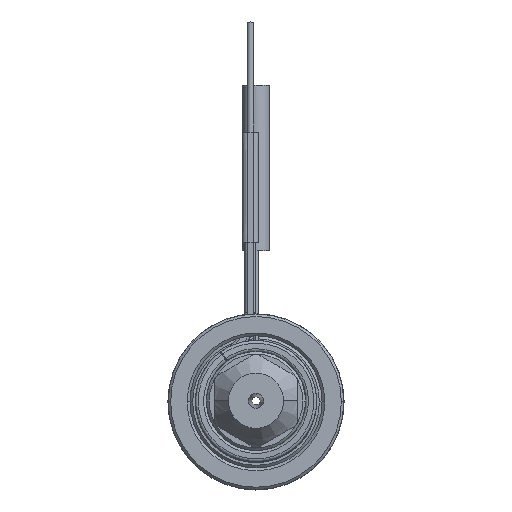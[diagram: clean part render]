
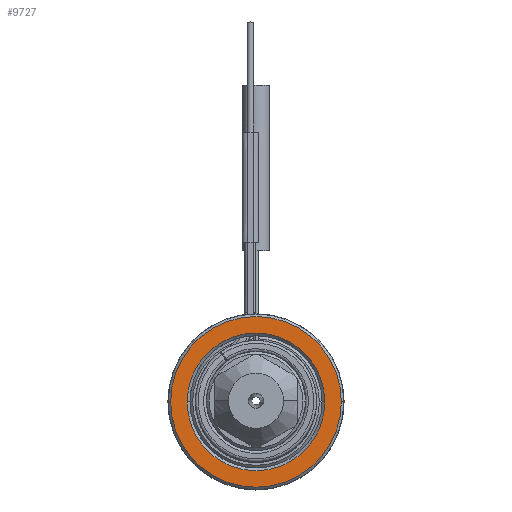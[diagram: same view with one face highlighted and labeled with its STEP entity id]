
A CAD part, top view. The second image highlights one B-rep face of the part: STEP entity #9727.
In plain terms, the highlighted planar face has unit normal (0, 0, 1).
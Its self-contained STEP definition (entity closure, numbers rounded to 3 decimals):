
#2240=CARTESIAN_POINT('',(0.,0.,25.));
#2241=DIRECTION('',(0.,0.,-1.));
#2242=DIRECTION('',(-1.,0.,0.));
#2243=AXIS2_PLACEMENT_3D('',#2240,#2241,#2242);
#2254=CARTESIAN_POINT('',(0.,0.,25.));
#2255=DIRECTION('',(0.,0.,-1.));
#2256=DIRECTION('',(1.,0.,0.));
#2257=AXIS2_PLACEMENT_3D('',#2254,#2255,#2256);
#2268=CARTESIAN_POINT('',(0.,0.,
25.));
#2269=DIRECTION('',(0.,0.,-1.));
#2270=DIRECTION('',(1.,0.,0.));
#2271=AXIS2_PLACEMENT_3D('',#2268,#2269,#2270);
#2282=CARTESIAN_POINT('',(0.,0.,25.));
#2283=DIRECTION('',(0.,0.,-1.));
#2284=DIRECTION('',(-1.,0.,0.));
#2285=AXIS2_PLACEMENT_3D('',#2282,#2283,#2284);
#6979=CARTESIAN_POINT('',(15.5,0.,25.));
#6980=CARTESIAN_POINT('',(-15.5,0.,
25.));
#6981=VERTEX_POINT('',#6979);
#6982=VERTEX_POINT('',#6980);
#6983=CARTESIAN_POINT('',(12.5,0.,25.));
#6984=CARTESIAN_POINT('',(-12.5,0.,25.));
#6985=VERTEX_POINT('',#6983);
#6986=VERTEX_POINT('',#6984);
#9712=CARTESIAN_POINT('',(0.,0.,25.));
#9713=DIRECTION('',(0.,0.,1.));
#9714=DIRECTION('',(-1.,0.,0.));
#9715=AXIS2_PLACEMENT_3D('',#9712,#9713,#9714);
#9716=PLANE('',#9715);
#9717=ORIENTED_EDGE('',*,*,#9694,.T.);
#9718=ORIENTED_EDGE('',*,*,#9679,.T.);
#9719=EDGE_LOOP('',(#9717,#9718));
#9720=FACE_OUTER_BOUND('',#9719,.F.);
#9722=ORIENTED_EDGE('',*,*,#9721,.F.);
#9724=ORIENTED_EDGE('',*,*,#9723,.F.);
#9725=EDGE_LOOP('',(#9722,#9724));
#9726=FACE_BOUND('',#9725,.F.);
#2244=CIRCLE('',#2243,15.5);
#2258=CIRCLE('',#2257,15.5);
#2272=CIRCLE('',#2271,12.5);
#2286=CIRCLE('',#2285,12.5);
#9679=EDGE_CURVE('',#6982,#6981,#2244,.T.);
#9694=EDGE_CURVE('',#6981,#6982,#2258,.T.);
#9721=EDGE_CURVE('',#6985,#6986,#2272,.T.);
#9723=EDGE_CURVE('',#6986,#6985,#2286,.T.);
#9727=ADVANCED_FACE('',(#9720,#9726),#9716,.T.);
